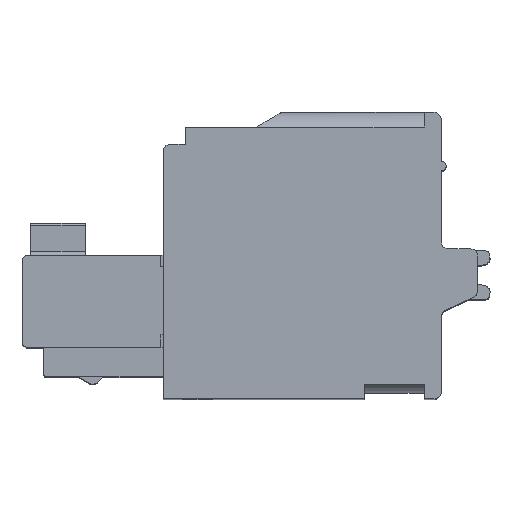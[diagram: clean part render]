
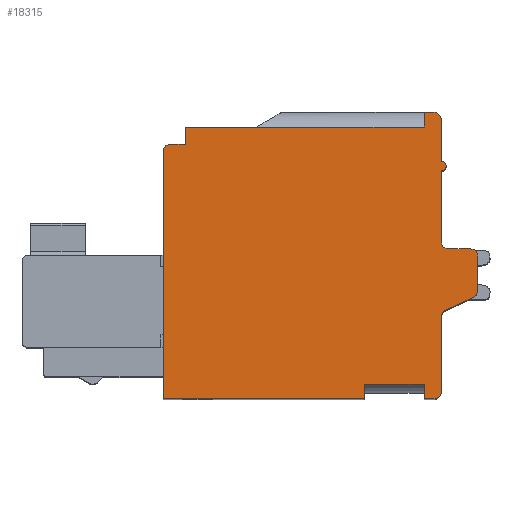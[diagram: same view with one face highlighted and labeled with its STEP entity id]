
A CAD part, top view. The second image highlights one B-rep face of the part: STEP entity #18315.
In plain terms, the highlighted planar face has unit normal (0, 0, 1).
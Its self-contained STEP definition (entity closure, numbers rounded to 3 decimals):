
#229=DIRECTION('',(0.,1.,0.));
#230=VECTOR('',#229,3.059);
#231=CARTESIAN_POINT('',(0.7,0.3,-2.5));
#232=LINE('',#231,#230);
#1204=DIRECTION('',(0.,-1.,0.));
#1205=VECTOR('',#1204,0.6);
#1206=CARTESIAN_POINT('',(0.,0.6,-2.5));
#1207=LINE('',#1206,#1205);
#3651=DIRECTION('',(0.,-1.,0.));
#3652=VECTOR('',#3651,0.7);
#3653=CARTESIAN_POINT('',(-9.8,11.15,-2.5));
#3654=LINE('',#3653,#3652);
#3719=DIRECTION('',(-1.,0.,0.));
#3720=VECTOR('',#3719,9.8);
#3721=CARTESIAN_POINT('',(0.,11.15,-2.5));
#3722=LINE('',#3721,#3720);
#4228=CARTESIAN_POINT('',(0.7,9.55,-2.5));
#4229=DIRECTION('',(0.,0.,1.));
#4230=DIRECTION('',(0.,-1.,0.));
#4231=AXIS2_PLACEMENT_3D('',#4228,#4229,#4230);
#4302=DIRECTION('',(0.,1.,0.));
#4303=VECTOR('',#4302,2.9);
#4304=CARTESIAN_POINT('',(0.7,6.45,-2.5));
#4305=LINE('',#4304,#4303);
#4498=DIRECTION('',(0.,1.,0.));
#4499=VECTOR('',#4498,10.15);
#4500=CARTESIAN_POINT('',(-10.7,0.,-2.5));
#4501=LINE('',#4500,#4499);
#4502=CARTESIAN_POINT('',(-10.4,10.15,-2.5));
#4503=DIRECTION('',(0.,0.,-1.));
#4504=DIRECTION('',(-1.,0.,0.));
#4505=AXIS2_PLACEMENT_3D('',#4502,#4503,#4504);
#4507=DIRECTION('',(1.,0.,0.));
#4508=VECTOR('',#4507,0.6);
#4509=CARTESIAN_POINT('',(-10.4,10.45,-2.5));
#4510=LINE('',#4509,#4508);
#4511=DIRECTION('',(1.,0.,0.));
#4512=VECTOR('',#4511,0.4);
#4513=CARTESIAN_POINT('',(0.,11.75,-2.5));
#4514=LINE('',#4513,#4512);
#4515=CARTESIAN_POINT('',(0.4,11.45,-2.5));
#4516=DIRECTION('',(0.,0.,-1.));
#4517=DIRECTION('',(0.,1.,0.));
#4518=AXIS2_PLACEMENT_3D('',#4515,#4516,#4517);
#4520=DIRECTION('',(0.,-1.,0.));
#4521=VECTOR('',#4520,1.7);
#4522=CARTESIAN_POINT('',(0.7,11.45,-2.5));
#4523=LINE('',#4522,#4521);
#4524=CARTESIAN_POINT('',(1.,6.45,-2.5));
#4525=DIRECTION('',(0.,0.,1.));
#4526=DIRECTION('',(-1.,0.,0.));
#4527=AXIS2_PLACEMENT_3D('',#4524,#4525,#4526);
#4529=DIRECTION('',(1.,0.,0.));
#4530=VECTOR('',#4529,0.9);
#4531=CARTESIAN_POINT('',(1.,6.15,-2.5));
#4532=LINE('',#4531,#4530);
#4533=CARTESIAN_POINT('',(1.9,5.85,-2.5));
#4534=DIRECTION('',(0.,0.,-1.));
#4535=DIRECTION('',(0.,1.,0.));
#4536=AXIS2_PLACEMENT_3D('',#4533,#4534,#4535);
#4538=DIRECTION('',(0.,-1.,0.));
#4539=VECTOR('',#4538,1.409);
#4540=CARTESIAN_POINT('',(2.2,5.85,-2.5));
#4541=LINE('',#4540,#4539);
#4542=CARTESIAN_POINT('',(1.9,4.441,-2.5));
#4543=DIRECTION('',(0.,0.,-1.));
#4544=DIRECTION('',(1.,0.,0.));
#4545=AXIS2_PLACEMENT_3D('',#4542,#4543,#4544);
#4547=DIRECTION('',(-0.906,-0.423,0.));
#4548=VECTOR('',#4547,1.273);
#4549=CARTESIAN_POINT('',(2.027,4.169,-2.5));
#4550=LINE('',#4549,#4548);
#4551=CARTESIAN_POINT('',(1.,3.359,-2.5));
#4552=DIRECTION('',(0.,0.,1.));
#4553=DIRECTION('',(-0.423,0.906,0.));
#4554=AXIS2_PLACEMENT_3D('',#4551,#4552,#4553);
#4556=CARTESIAN_POINT('',(0.4,0.3,-2.5));
#4557=DIRECTION('',(0.,0.,-1.));
#4558=DIRECTION('',(1.,0.,0.));
#4559=AXIS2_PLACEMENT_3D('',#4556,#4557,#4558);
#4561=DIRECTION('',(-1.,0.,0.));
#4562=VECTOR('',#4561,0.4);
#4563=CARTESIAN_POINT('',(0.4,0.,-2.5));
#4564=LINE('',#4563,#4562);
#4565=DIRECTION('',(0.,-1.,0.));
#4566=VECTOR('',#4565,0.6);
#4567=CARTESIAN_POINT('',(-2.45,0.6,-2.5));
#4568=LINE('',#4567,#4566);
#4569=DIRECTION('',(-1.,0.,0.));
#4570=VECTOR('',#4569,8.25);
#4571=CARTESIAN_POINT('',(-2.45,0.,-2.5));
#4572=LINE('',#4571,#4570);
#4804=DIRECTION('',(0.,-1.,0.));
#4805=VECTOR('',#4804,0.6);
#4806=CARTESIAN_POINT('',(0.,11.75,-2.5));
#4807=LINE('',#4806,#4805);
#4870=DIRECTION('',(1.,0.,0.));
#4871=VECTOR('',#4870,2.45);
#4872=CARTESIAN_POINT('',(-2.45,0.6,-2.5));
#4873=LINE('',#4872,#4871);
#11906=CARTESIAN_POINT('',(-2.45,0.,-2.5));
#11907=CARTESIAN_POINT('',(-10.7,0.,-2.5));
#11908=VERTEX_POINT('',#11906);
#11909=VERTEX_POINT('',#11907);
#11962=CARTESIAN_POINT('',(-10.7,10.15,-2.5));
#11963=VERTEX_POINT('',#11962);
#12104=CARTESIAN_POINT('',(-9.8,11.15,-2.5));
#12105=CARTESIAN_POINT('',(-9.8,10.45,-2.5));
#12106=VERTEX_POINT('',#12104);
#12107=VERTEX_POINT('',#12105);
#12124=CARTESIAN_POINT('',(0.,11.15,-2.5));
#12125=VERTEX_POINT('',#12124);
#12144=CARTESIAN_POINT('',(0.,11.75,-2.5));
#12145=CARTESIAN_POINT('',(0.4,11.75,-2.5));
#12146=VERTEX_POINT('',#12144);
#12147=VERTEX_POINT('',#12145);
#12148=CARTESIAN_POINT('',(0.7,11.45,-2.5));
#12149=VERTEX_POINT('',#12148);
#12158=CARTESIAN_POINT('',(0.7,9.75,-2.5));
#12159=VERTEX_POINT('',#12158);
#12168=CARTESIAN_POINT('',(0.7,6.45,-2.5));
#12169=VERTEX_POINT('',#12168);
#12170=CARTESIAN_POINT('',(0.7,9.35,-2.5));
#12171=VERTEX_POINT('',#12170);
#12186=CARTESIAN_POINT('',(0.7,0.3,-2.5));
#12187=CARTESIAN_POINT('',(0.7,3.359,-2.5));
#12188=VERTEX_POINT('',#12186);
#12189=VERTEX_POINT('',#12187);
#12224=CARTESIAN_POINT('',(0.4,0.,-2.5));
#12225=VERTEX_POINT('',#12224);
#12226=CARTESIAN_POINT('',(0.,0.,-2.5));
#12227=VERTEX_POINT('',#12226);
#12229=CARTESIAN_POINT('',(0.,0.6,-2.5));
#12231=VERTEX_POINT('',#12229);
#12236=CARTESIAN_POINT('',(-2.45,0.6,-2.5));
#12237=VERTEX_POINT('',#12236);
#12240=CARTESIAN_POINT('',(-10.4,10.45,-2.5));
#12241=VERTEX_POINT('',#12240);
#12242=CARTESIAN_POINT('',(1.,6.15,-2.5));
#12243=VERTEX_POINT('',#12242);
#12244=CARTESIAN_POINT('',(1.9,6.15,-2.5));
#12245=VERTEX_POINT('',#12244);
#12246=CARTESIAN_POINT('',(2.2,5.85,-2.5));
#12247=VERTEX_POINT('',#12246);
#12248=CARTESIAN_POINT('',(2.2,4.441,-2.5));
#12249=VERTEX_POINT('',#12248);
#12250=CARTESIAN_POINT('',(2.027,4.169,-2.5));
#12251=VERTEX_POINT('',#12250);
#12252=CARTESIAN_POINT('',(0.873,3.631,-2.5));
#12253=VERTEX_POINT('',#12252);
#18273=CARTESIAN_POINT('',(-1.384,8.507,-2.5));
#18274=DIRECTION('',(0.,0.,1.));
#18275=DIRECTION('',(1.,0.,0.));
#18276=AXIS2_PLACEMENT_3D('',#18273,#18274,#18275);
#18277=PLANE('',#18276);
#18278=ORIENTED_EDGE('',*,*,#14834,.T.);
#18280=ORIENTED_EDGE('',*,*,#18279,.T.);
#18282=ORIENTED_EDGE('',*,*,#18281,.T.);
#18283=ORIENTED_EDGE('',*,*,#17147,.F.);
#18284=ORIENTED_EDGE('',*,*,#17230,.F.);
#18286=ORIENTED_EDGE('',*,*,#18285,.F.);
#18287=ORIENTED_EDGE('',*,*,#17854,.T.);
#18288=ORIENTED_EDGE('',*,*,#17883,.T.);
#18289=ORIENTED_EDGE('',*,*,#17906,.T.);
#18290=ORIENTED_EDGE('',*,*,#17969,.F.);
#18291=ORIENTED_EDGE('',*,*,#18013,.F.);
#18293=ORIENTED_EDGE('',*,*,#18292,.T.);
#18295=ORIENTED_EDGE('',*,*,#18294,.T.);
#18297=ORIENTED_EDGE('',*,*,#18296,.T.);
#18299=ORIENTED_EDGE('',*,*,#18298,.T.);
#18301=ORIENTED_EDGE('',*,*,#18300,.T.);
#18303=ORIENTED_EDGE('',*,*,#18302,.T.);
#18304=ORIENTED_EDGE('',*,*,#18264,.T.);
#18305=ORIENTED_EDGE('',*,*,#12597,.F.);
#18306=ORIENTED_EDGE('',*,*,#13646,.T.);
#18307=ORIENTED_EDGE('',*,*,#13661,.T.);
#18308=ORIENTED_EDGE('',*,*,#13680,.F.);
#18310=ORIENTED_EDGE('',*,*,#18309,.F.);
#18311=ORIENTED_EDGE('',*,*,#13734,.T.);
#18312=ORIENTED_EDGE('',*,*,#13777,.T.);
#18313=EDGE_LOOP('',(#18278,#18280,#18282,#18283,#18284,#18286,#18287,#18288,
#18289,#18290,#18291,#18293,#18295,#18297,#18299,#18301,#18303,#18304,#18305,
#18306,#18307,#18308,#18310,#18311,#18312));
#18314=FACE_OUTER_BOUND('',#18313,.F.);
#4232=CIRCLE('',#4231,0.2);
#4506=CIRCLE('',#4505,0.3);
#4519=CIRCLE('',#4518,0.3);
#4528=CIRCLE('',#4527,0.3);
#4537=CIRCLE('',#4536,0.3);
#4546=CIRCLE('',#4545,0.3);
#4555=CIRCLE('',#4554,0.3);
#4560=CIRCLE('',#4559,0.3);
#12597=EDGE_CURVE('',#12188,#12189,#232,.T.);
#13646=EDGE_CURVE('',#12188,#12225,#4560,.T.);
#13661=EDGE_CURVE('',#12225,#12227,#4564,.T.);
#13680=EDGE_CURVE('',#12231,#12227,#1207,.T.);
#13734=EDGE_CURVE('',#12237,#11908,#4568,.T.);
#13777=EDGE_CURVE('',#11908,#11909,#4572,.T.);
#14834=EDGE_CURVE('',#11909,#11963,#4501,.T.);
#17147=EDGE_CURVE('',#12106,#12107,#3654,.T.);
#17230=EDGE_CURVE('',#12125,#12106,#3722,.T.);
#17854=EDGE_CURVE('',#12146,#12147,#4514,.T.);
#17883=EDGE_CURVE('',#12147,#12149,#4519,.T.);
#17906=EDGE_CURVE('',#12149,#12159,#4523,.T.);
#17969=EDGE_CURVE('',#12171,#12159,#4232,.T.);
#18013=EDGE_CURVE('',#12169,#12171,#4305,.T.);
#18264=EDGE_CURVE('',#12253,#12189,#4555,.T.);
#18279=EDGE_CURVE('',#11963,#12241,#4506,.T.);
#18281=EDGE_CURVE('',#12241,#12107,#4510,.T.);
#18285=EDGE_CURVE('',#12146,#12125,#4807,.T.);
#18292=EDGE_CURVE('',#12169,#12243,#4528,.T.);
#18294=EDGE_CURVE('',#12243,#12245,#4532,.T.);
#18296=EDGE_CURVE('',#12245,#12247,#4537,.T.);
#18298=EDGE_CURVE('',#12247,#12249,#4541,.T.);
#18300=EDGE_CURVE('',#12249,#12251,#4546,.T.);
#18302=EDGE_CURVE('',#12251,#12253,#4550,.T.);
#18309=EDGE_CURVE('',#12237,#12231,#4873,.T.);
#18315=ADVANCED_FACE('',(#18314),#18277,.T.);
